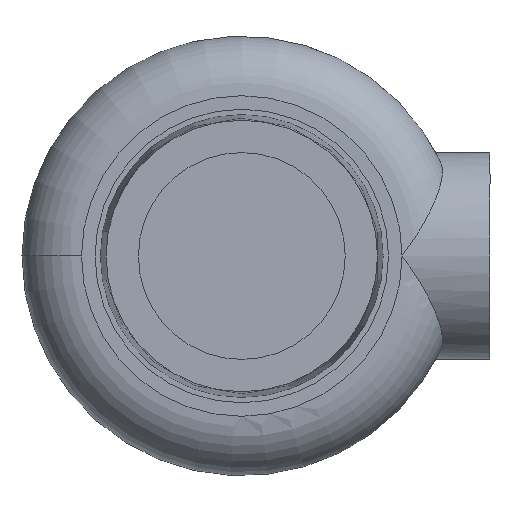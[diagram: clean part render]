
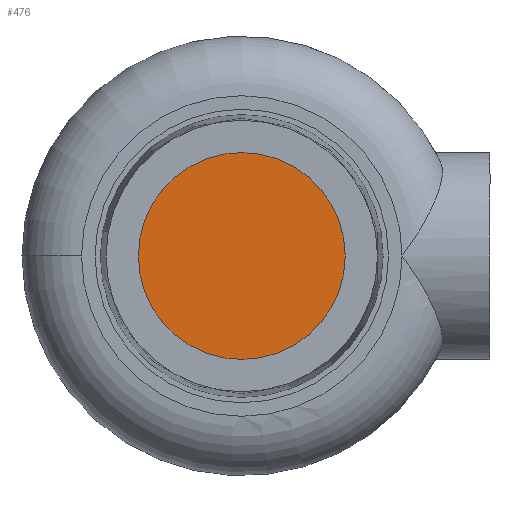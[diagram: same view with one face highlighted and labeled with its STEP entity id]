
A CAD part, front view. The second image highlights one B-rep face of the part: STEP entity #476.
In plain terms, the highlighted planar face has unit normal (0, -1, 0).
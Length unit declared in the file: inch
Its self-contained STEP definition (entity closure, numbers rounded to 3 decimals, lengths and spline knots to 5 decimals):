
#37=PLANE('',#585);
#91=FACE_OUTER_BOUND('',#126,.T.);
#126=EDGE_LOOP('',(#414,#415));
#179=CIRCLE('',#583,0.4);
#180=CIRCLE('',#584,0.4);
#225=VERTEX_POINT('',#947);
#226=VERTEX_POINT('',#949);
#288=EDGE_CURVE('',#226,#225,#179,.T.);
#289=EDGE_CURVE('',#225,#226,#180,.T.);
#414=ORIENTED_EDGE('',*,*,#288,.T.);
#415=ORIENTED_EDGE('',*,*,#289,.T.);
#476=ADVANCED_FACE('',(#91),#37,.T.);
#583=AXIS2_PLACEMENT_3D('',#950,#744,#745);
#584=AXIS2_PLACEMENT_3D('',#951,#746,#747);
#585=AXIS2_PLACEMENT_3D('',#952,#748,#749);
#744=DIRECTION('center_axis',(0.,-1.,0.));
#745=DIRECTION('ref_axis',(1.,0.,0.));
#746=DIRECTION('center_axis',(0.,-1.,0.));
#747=DIRECTION('ref_axis',(1.,0.,0.));
#748=DIRECTION('center_axis',(0.,-1.,0.));
#749=DIRECTION('ref_axis',(0.,0.,-1.));
#947=CARTESIAN_POINT('',(-0.4,-0.025,0.));
#949=CARTESIAN_POINT('',(0.4,-0.025,0.));
#950=CARTESIAN_POINT('Origin',(0.,-0.025,
0.));
#951=CARTESIAN_POINT('Origin',(0.,-0.025,
0.));
#952=CARTESIAN_POINT('Origin',(0.,-0.025,0.));
